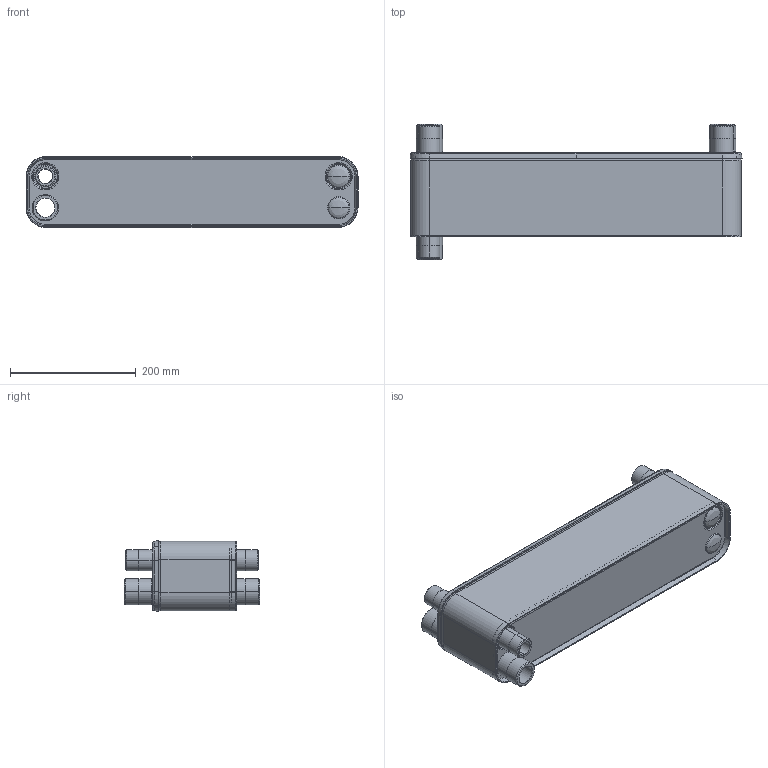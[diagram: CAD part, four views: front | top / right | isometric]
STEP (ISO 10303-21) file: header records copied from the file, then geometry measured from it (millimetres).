
FILE_DESCRIPTION((''),'2;1');
FILE_NAME('CB60_52L_3287109037_ASM','2015-06-30T',('cnshipu'),(''),'PRO/ENGINEER BY PARAMETRIC TECHNOLOGY CORPORATION, 2014200','PRO/ENGINEER BY PARAMETRIC TECHNOLOGY CORPORATION, 2014200','');
FILE_SCHEMA(('CONFIG_CONTROL_DESIGN'));
Length unit declared in the file: millimetre
Products named in the file (7): CB60_52L_BLOCK; CB60_FP_S1S2_32_S3S4_25; 34564208-02; 1626067-05; 1625764-01; LABEL_STD; CB60_52L_3287109037_ASM
Assembly tree (10 placements, depth 2):
  CB60_52L_3287109037_ASM
    CB60_52L_BLOCK
    CB60_FP_S1S2_32_S3S4_25
    34564208-02
    1626067-05  x3
    1625764-01  x3
    LABEL_STD
Bounding box: 527.36 x 214.6 x 112.91 mm (x, y, z)
Volume: 6901635.3 mm3; surface area: 676720.8 mm2
Topology: 17 solids, 23 shells, 626 faces, 1471 edges, 920 vertices
Faces by surface type: plane 285, cylinder 112, cone 96, torus 80, bspline 45, revolution 8
Entity records: 19805 total; most frequent: CARTESIAN_POINT 7513, DIRECTION 2527, ORIENTED_EDGE 2468, EDGE_CURVE 1238, AXIS2_PLACEMENT_3D 872, VERTEX_POINT 776, VECTOR 775, LINE 775
